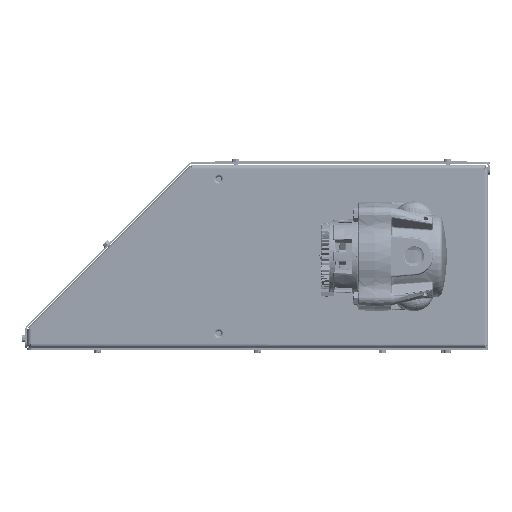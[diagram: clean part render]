
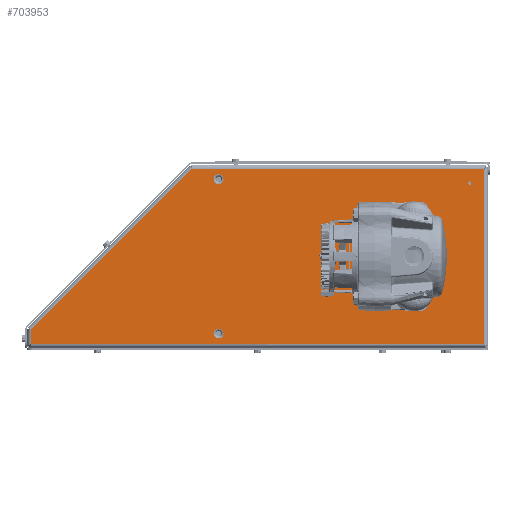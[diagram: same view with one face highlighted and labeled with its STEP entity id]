
A CAD part, left-side view. The second image highlights one B-rep face of the part: STEP entity #703953.
In plain terms, the highlighted planar face has unit normal (-1, 0, 0).
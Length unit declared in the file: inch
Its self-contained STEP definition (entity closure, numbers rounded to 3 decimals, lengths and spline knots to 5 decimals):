
#11223 = CARTESIAN_POINT ( 'NONE',  ( -15.6705, -9.2656, 3.15518 ) ) ;
#23822 = DIRECTION ( 'NONE',  ( 0., 0., -1. ) ) ;
#24360 = DIRECTION ( 'NONE',  ( 0., 0., -1. ) ) ;
#34823 = PLANE ( 'NONE',  #634378 ) ;
#38042 = LINE ( 'NONE', #497284, #141572 ) ;
#42089 = VERTEX_POINT ( 'NONE', #309132 ) ;
#43344 = EDGE_CURVE ( 'NONE', #42089, #504471, #729205, .T. ) ;
#45338 = CARTESIAN_POINT ( 'NONE',  ( -15.6705, -6.8153, -1.54512 ) ) ;
#49904 = CARTESIAN_POINT ( 'NONE',  ( -15.6705, -6.8153, 0.76738 ) ) ;
#54346 = AXIS2_PLACEMENT_3D ( 'NONE', #11223, #126845, #537475 ) ;
#57187 = VERTEX_POINT ( 'NONE', #394061 ) ;
#59692 = VERTEX_POINT ( 'NONE', #466005 ) ;
#67507 = ORIENTED_EDGE ( 'NONE', *, *, #446185, .T. ) ;
#69380 = VECTOR ( 'NONE', #340549, 39.37008 ) ;
#76037 = FACE_OUTER_BOUND ( 'NONE', #388772, .T. ) ;
#79376 = VERTEX_POINT ( 'NONE', #49904 ) ;
#83433 = DIRECTION ( 'NONE',  ( 1., 0., 0. ) ) ;
#97345 = ORIENTED_EDGE ( 'NONE', *, *, #613120, .T. ) ;
#101057 = EDGE_CURVE ( 'NONE', #395995, #79376, #298204, .T. ) ;
#112070 = VERTEX_POINT ( 'NONE', #336756 ) ;
#112692 = CARTESIAN_POINT ( 'NONE',  ( -15.6705, -110.7183, 3.78018 ) ) ;
#118600 = EDGE_CURVE ( 'NONE', #131257, #407831, #217424, .T. ) ;
#120437 = CARTESIAN_POINT ( 'NONE',  ( -15.6705, 1.70993, 3.11363 ) ) ;
#122150 = CIRCLE ( 'NONE', #181773, 0.6875 ) ;
#126845 = DIRECTION ( 'NONE',  ( -1., 0., 0. ) ) ;
#131257 = VERTEX_POINT ( 'NONE', #315415 ) ;
#135716 = FACE_BOUND ( 'NONE', #253780, .T. ) ;
#141572 = VECTOR ( 'NONE', #392723, 39.37008 ) ;
#144657 = EDGE_CURVE ( 'NONE', #79376, #395995, #226252, .T. ) ;
#145885 = DIRECTION ( 'NONE',  ( 1., 0., 0. ) ) ;
#150400 = FACE_BOUND ( 'NONE', #461915, .T. ) ;
#158514 = DIRECTION ( 'NONE',  ( 0., 0., -1. ) ) ;
#160150 = CARTESIAN_POINT ( 'NONE',  ( -15.6705, 1.70993, 3.32988 ) ) ;
#167650 = CIRCLE ( 'NONE', #191711, 0.21625 ) ;
#169504 = DIRECTION ( 'NONE',  ( 1., 0., 0. ) ) ;
#174084 = LINE ( 'NONE', #394659, #640827 ) ;
#180643 = DIRECTION ( 'NONE',  ( 1., 0., 0. ) ) ;
#181773 = AXIS2_PLACEMENT_3D ( 'NONE', #45338, #311835, #24360 ) ;
#191711 = AXIS2_PLACEMENT_3D ( 'NONE', #208153, #719611, #495596 ) ;
#205917 = ORIENTED_EDGE ( 'NONE', *, *, #400540, .T. ) ;
#206467 = CARTESIAN_POINT ( 'NONE',  ( -15.6705, -6.8153, 1.45488 ) ) ;
#208153 = CARTESIAN_POINT ( 'NONE',  ( -15.6705, 1.71115, -3.42012 ) ) ;
#210672 = CARTESIAN_POINT ( 'NONE',  ( -15.6705, -6.8153, -2.23262 ) ) ;
#215618 = DIRECTION ( 'NONE',  ( 0., 0., 1. ) ) ;
#217424 = LINE ( 'NONE', #112692, #69380 ) ;
#223459 = ORIENTED_EDGE ( 'NONE', *, *, #43344, .T. ) ;
#226252 = CIRCLE ( 'NONE', #262459, 0.6875 ) ;
#234544 = EDGE_LOOP ( 'NONE', ( #488794, #309249 ) ) ;
#240184 = ORIENTED_EDGE ( 'NONE', *, *, #419485, .T. ) ;
#252227 = ORIENTED_EDGE ( 'NONE', *, *, #647999, .T. ) ;
#253780 = EDGE_LOOP ( 'NONE', ( #97345, #252227 ) ) ;
#262459 = AXIS2_PLACEMENT_3D ( 'NONE', #206467, #83433, #318530 ) ;
#262594 = DIRECTION ( 'NONE',  ( 1., 0., 0. ) ) ;
#264616 = VERTEX_POINT ( 'NONE', #512050 ) ;
#268258 = CARTESIAN_POINT ( 'NONE',  ( -15.6705, -6.8153, 2.14238 ) ) ;
#286219 = LINE ( 'NONE', #692910, #578421 ) ;
#293284 = CARTESIAN_POINT ( 'NONE',  ( -15.6705, 1.71115, -3.20387 ) ) ;
#298204 = CIRCLE ( 'NONE', #596232, 0.6875 ) ;
#300617 = VERTEX_POINT ( 'NONE', #341622 ) ;
#302629 = CARTESIAN_POINT ( 'NONE',  ( -15.6705, -9.2656, 3.23018 ) ) ;
#309132 = CARTESIAN_POINT ( 'NONE',  ( -15.6705, 1.70993, 3.54613 ) ) ;
#309249 = ORIENTED_EDGE ( 'NONE', *, *, #101057, .T. ) ;
#310541 = ORIENTED_EDGE ( 'NONE', *, *, #528891, .F. ) ;
#311835 = DIRECTION ( 'NONE',  ( 1., 0., 0. ) ) ;
#314905 = FACE_BOUND ( 'NONE', #507011, .T. ) ;
#315415 = CARTESIAN_POINT ( 'NONE',  ( -15.6705, -9.8906, 3.78018 ) ) ;
#318530 = DIRECTION ( 'NONE',  ( 0., 0., -1. ) ) ;
#336494 = VERTEX_POINT ( 'NONE', #293284 ) ;
#336756 = CARTESIAN_POINT ( 'NONE',  ( -15.6705, 9.8906, -3.24248 ) ) ;
#340549 = DIRECTION ( 'NONE',  ( 0., 1., 0. ) ) ;
#341622 = CARTESIAN_POINT ( 'NONE',  ( -15.6705, -9.2656, 3.08018 ) ) ;
#342215 = DIRECTION ( 'NONE',  ( 0., 0.707, -0.707 ) ) ;
#344931 = ORIENTED_EDGE ( 'NONE', *, *, #653124, .T. ) ;
#346469 = EDGE_CURVE ( 'NONE', #57187, #131257, #727671, .T. ) ;
#356140 = CARTESIAN_POINT ( 'NONE',  ( -15.6705, 1.70993, 3.32988 ) ) ;
#373644 = DIRECTION ( 'NONE',  ( 0., 0., -1. ) ) ;
#377811 = EDGE_LOOP ( 'NONE', ( #310541, #672805 ) ) ;
#378292 = FACE_BOUND ( 'NONE', #234544, .T. ) ;
#380582 = CARTESIAN_POINT ( 'NONE',  ( -15.6705, 1.71115, -3.42012 ) ) ;
#388772 = EDGE_LOOP ( 'NONE', ( #736845, #344931, #470076, #529735, #67507 ) ) ;
#392723 = DIRECTION ( 'NONE',  ( 0., 0., -1. ) ) ;
#394061 = CARTESIAN_POINT ( 'NONE',  ( -15.6705, -9.8906, -3.87042 ) ) ;
#394659 = CARTESIAN_POINT ( 'NONE',  ( -15.6705, 110.7183, -3.87042 ) ) ;
#395995 = VERTEX_POINT ( 'NONE', #268258 ) ;
#400540 = EDGE_CURVE ( 'NONE', #336494, #264616, #167650, .T. ) ;
#407831 = VERTEX_POINT ( 'NONE', #423602 ) ;
#412061 = CIRCLE ( 'NONE', #54346, 0.075 ) ;
#414609 = CIRCLE ( 'NONE', #498314, 0.21625 ) ;
#419485 = EDGE_CURVE ( 'NONE', #504471, #42089, #442675, .T. ) ;
#423602 = CARTESIAN_POINT ( 'NONE',  ( -15.6705, 2.86794, 3.78018 ) ) ;
#430667 = CARTESIAN_POINT ( 'NONE',  ( -15.6705, 0., 0. ) ) ;
#433049 = ORIENTED_EDGE ( 'NONE', *, *, #561874, .T. ) ;
#442675 = CIRCLE ( 'NONE', #657541, 0.21625 ) ;
#446185 = EDGE_CURVE ( 'NONE', #407831, #112070, #286219, .T. ) ;
#447626 = DIRECTION ( 'NONE',  ( 1., 0., 0. ) ) ;
#453444 = CARTESIAN_POINT ( 'NONE',  ( -15.6705, -6.8153, -1.54512 ) ) ;
#460735 = VERTEX_POINT ( 'NONE', #210672 ) ;
#461915 = EDGE_LOOP ( 'NONE', ( #240184, #223459 ) ) ;
#466005 = CARTESIAN_POINT ( 'NONE',  ( -15.6705, 9.8906, -3.87042 ) ) ;
#470076 = ORIENTED_EDGE ( 'NONE', *, *, #346469, .T. ) ;
#488794 = ORIENTED_EDGE ( 'NONE', *, *, #144657, .T. ) ;
#489455 = CIRCLE ( 'NONE', #703642, 0.075 ) ;
#492554 = CARTESIAN_POINT ( 'NONE',  ( -15.6705, -9.8906, -104.69812 ) ) ;
#495596 = DIRECTION ( 'NONE',  ( 0., 0., -1. ) ) ;
#496261 = DIRECTION ( 'NONE',  ( 0., 0., -1. ) ) ;
#497284 = CARTESIAN_POINT ( 'NONE',  ( -15.6705, 9.8906, 97.48288 ) ) ;
#498314 = AXIS2_PLACEMENT_3D ( 'NONE', #380582, #612038, #496261 ) ;
#504471 = VERTEX_POINT ( 'NONE', #120437 ) ;
#507011 = EDGE_LOOP ( 'NONE', ( #433049, #205917 ) ) ;
#512050 = CARTESIAN_POINT ( 'NONE',  ( -15.6705, 1.71115, -3.63637 ) ) ;
#517185 = EDGE_CURVE ( 'NONE', #300617, #562687, #489455, .T. ) ;
#519772 = CIRCLE ( 'NONE', #615261, 0.6875 ) ;
#528891 = EDGE_CURVE ( 'NONE', #562687, #300617, #412061, .T. ) ;
#529735 = ORIENTED_EDGE ( 'NONE', *, *, #118600, .T. ) ;
#537475 = DIRECTION ( 'NONE',  ( 0., 0., 1. ) ) ;
#561874 = EDGE_CURVE ( 'NONE', #264616, #336494, #414609, .T. ) ;
#562687 = VERTEX_POINT ( 'NONE', #302629 ) ;
#563363 = DIRECTION ( 'NONE',  ( 0., 0., -1. ) ) ;
#574223 = EDGE_CURVE ( 'NONE', #112070, #59692, #38042, .T. ) ;
#578421 = VECTOR ( 'NONE', #342215, 39.37008 ) ;
#596232 = AXIS2_PLACEMENT_3D ( 'NONE', #713456, #145885, #373644 ) ;
#612038 = DIRECTION ( 'NONE',  ( 1., 0., 0. ) ) ;
#613120 = EDGE_CURVE ( 'NONE', #460735, #698100, #519772, .T. ) ;
#615261 = AXIS2_PLACEMENT_3D ( 'NONE', #453444, #169504, #158514 ) ;
#621725 = AXIS2_PLACEMENT_3D ( 'NONE', #356140, #180643, #643673 ) ;
#626005 = CARTESIAN_POINT ( 'NONE',  ( -15.6705, -6.8153, -0.85762 ) ) ;
#627862 = VECTOR ( 'NONE', #731296, 39.37008 ) ;
#634378 = AXIS2_PLACEMENT_3D ( 'NONE', #430667, #262594, #23822 ) ;
#640827 = VECTOR ( 'NONE', #730628, 39.37008 ) ;
#643673 = DIRECTION ( 'NONE',  ( 0., 0., -1. ) ) ;
#647999 = EDGE_CURVE ( 'NONE', #698100, #460735, #122150, .T. ) ;
#653124 = EDGE_CURVE ( 'NONE', #59692, #57187, #174084, .T. ) ;
#657541 = AXIS2_PLACEMENT_3D ( 'NONE', #160150, #447626, #563363 ) ;
#672805 = ORIENTED_EDGE ( 'NONE', *, *, #517185, .F. ) ;
#692910 = CARTESIAN_POINT ( 'NONE',  ( -15.6705, -68.35565, 75.00377 ) ) ;
#698100 = VERTEX_POINT ( 'NONE', #626005 ) ;
#703340 = FACE_BOUND ( 'NONE', #377811, .T. ) ;
#703642 = AXIS2_PLACEMENT_3D ( 'NONE', #727123, #730722, #215618 ) ;
#703953 = ADVANCED_FACE ( 'NONE', ( #703340, #150400, #314905, #378292, #135716, #76037 ), #34823, .F. ) ;
#713456 = CARTESIAN_POINT ( 'NONE',  ( -15.6705, -6.8153, 1.45488 ) ) ;
#719611 = DIRECTION ( 'NONE',  ( 1., 0., 0. ) ) ;
#727123 = CARTESIAN_POINT ( 'NONE',  ( -15.6705, -9.2656, 3.15518 ) ) ;
#727671 = LINE ( 'NONE', #492554, #627862 ) ;
#729205 = CIRCLE ( 'NONE', #621725, 0.21625 ) ;
#730628 = DIRECTION ( 'NONE',  ( 0., -1., 0. ) ) ;
#730722 = DIRECTION ( 'NONE',  ( -1., 0., 0. ) ) ;
#731296 = DIRECTION ( 'NONE',  ( 0., 0., 1. ) ) ;
#736845 = ORIENTED_EDGE ( 'NONE', *, *, #574223, .T. ) ;
